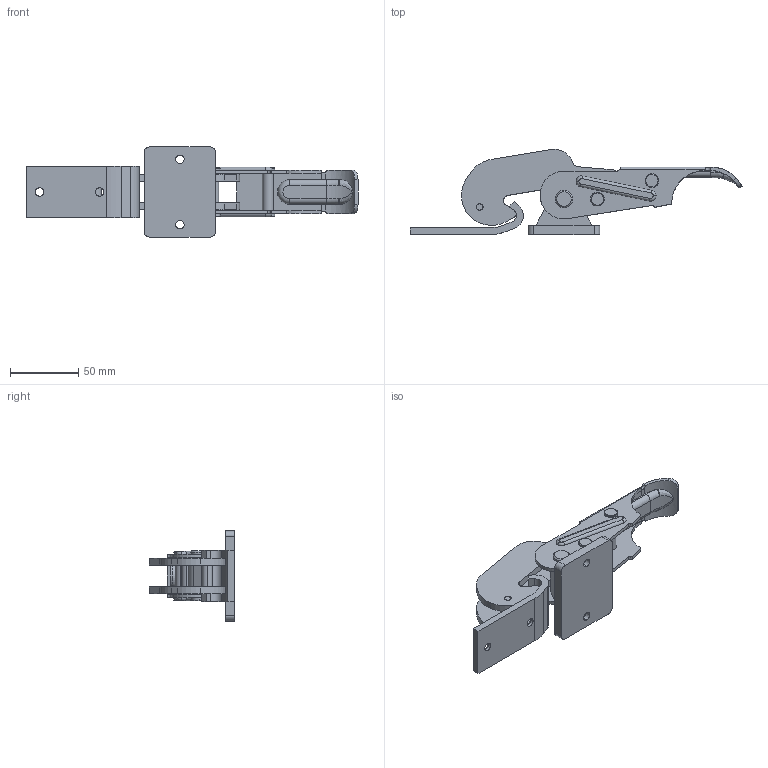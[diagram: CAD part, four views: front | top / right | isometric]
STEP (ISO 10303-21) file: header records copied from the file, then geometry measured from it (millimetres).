
FILE_DESCRIPTION (( 'STEP AP203' ), '1' );
FILE_NAME ('C-234.STEP', '2021-04-23T00:08:32', ( '' ), ( '' ), 'SwSTEP 2.0', 'SolidWorks 2018', '' );
FILE_SCHEMA (( 'CONFIG_CONTROL_DESIGN' ));
Length unit declared in the file: millimetre
Products named in the file (8): C-234_pinB_; C-234_body_; C-234_pinA_; C-234_hook plate_; C-234; C-234_bracket; C-234_pinD_; C-234_pedestal_
Assembly tree (10 placements, depth 2):
  C-234
    C-234_body_
    C-234_pedestal_
    C-234_hook plate_  x2
    C-234_bracket
    C-234_pinA_
    C-234_pinB_  x2
    C-234_pinD_  x2
Bounding box: 243.25 x 62.53 x 66 mm (x, y, z)
Volume: 125720.3 mm3; surface area: 62821.8 mm2
Topology: 10 solids, 10 shells, 279 faces, 689 edges, 437 vertices
Faces by surface type: cylinder 136, plane 90, cone 28, torus 17, bspline 8
Entity records: 8433 total; most frequent: CARTESIAN_POINT 1997, DIRECTION 1249, ORIENTED_EDGE 1100, EDGE_CURVE 550, AXIS2_PLACEMENT_3D 496, VERTEX_POINT 352, CIRCLE 269, EDGE_LOOP 260
